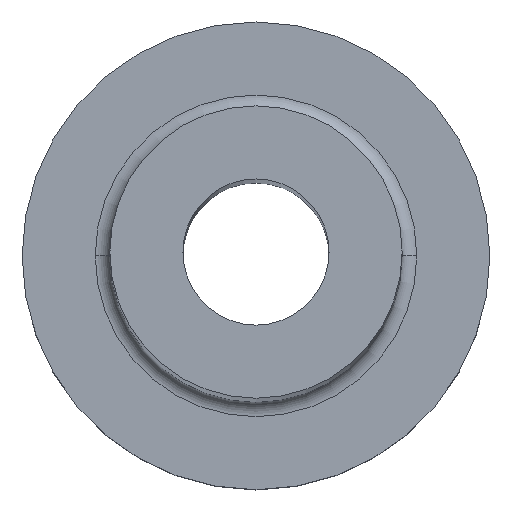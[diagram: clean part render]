
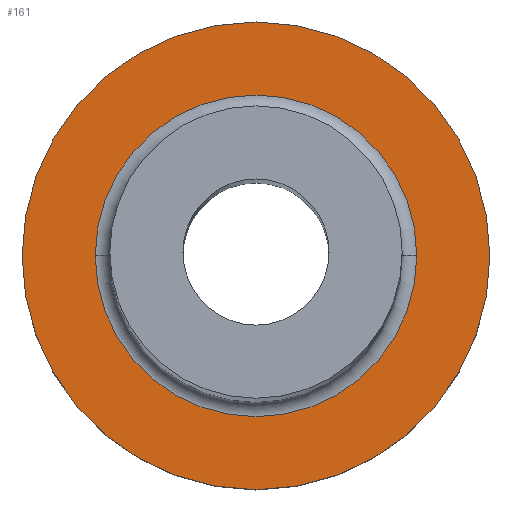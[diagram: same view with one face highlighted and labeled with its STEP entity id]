
A CAD part, top view. The second image highlights one B-rep face of the part: STEP entity #161.
In plain terms, the highlighted planar face has unit normal (0, 0, 1).
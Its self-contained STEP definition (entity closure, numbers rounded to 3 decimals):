
#15 = EDGE_LOOP ( 'NONE', ( #283, #236 ) ) ;
#18 = DIRECTION ( 'NONE',  ( 0., 0., 1. ) ) ;
#20 = CARTESIAN_POINT ( 'NONE',  ( -8., 0., 5. ) ) ;
#21 = CIRCLE ( 'NONE', #324, 8. ) ;
#28 = ORIENTED_EDGE ( 'NONE', *, *, #328, .T. ) ;
#34 = CARTESIAN_POINT ( 'NONE',  ( -5.5, 0., 5. ) ) ;
#43 = FACE_BOUND ( 'NONE', #100, .T. ) ;
#44 = AXIS2_PLACEMENT_3D ( 'NONE', #347, #18, #309 ) ;
#85 = AXIS2_PLACEMENT_3D ( 'NONE', #320, #111, #147 ) ;
#100 = EDGE_LOOP ( 'NONE', ( #28, #361 ) ) ;
#111 = DIRECTION ( 'NONE',  ( 0., 0., -1. ) ) ;
#118 = CARTESIAN_POINT ( 'NONE',  ( 0., 0., 5. ) ) ;
#124 = CIRCLE ( 'NONE', #241, 5.5 ) ;
#129 = CIRCLE ( 'NONE', #85, 5.5 ) ;
#147 = DIRECTION ( 'NONE',  ( 1., 0., 0. ) ) ;
#155 = EDGE_CURVE ( 'NONE', #279, #260, #21, .T. ) ;
#161 = ADVANCED_FACE ( 'NONE', ( #43, #249 ), #226, .T. ) ;
#192 = AXIS2_PLACEMENT_3D ( 'NONE', #118, #231, #207 ) ;
#207 = DIRECTION ( 'NONE',  ( 1., 0., 0. ) ) ;
#226 = PLANE ( 'NONE',  #44 ) ;
#229 = CARTESIAN_POINT ( 'NONE',  ( 5.5, 0., 5. ) ) ;
#231 = DIRECTION ( 'NONE',  ( 0., 0., 1. ) ) ;
#234 = VERTEX_POINT ( 'NONE', #229 ) ;
#236 = ORIENTED_EDGE ( 'NONE', *, *, #155, .T. ) ;
#241 = AXIS2_PLACEMENT_3D ( 'NONE', #314, #348, #258 ) ;
#242 = CARTESIAN_POINT ( 'NONE',  ( 0., 0., 5. ) ) ;
#249 = FACE_OUTER_BOUND ( 'NONE', #15, .T. ) ;
#256 = CARTESIAN_POINT ( 'NONE',  ( 8., 0., 5. ) ) ;
#258 = DIRECTION ( 'NONE',  ( 1., 0., 0. ) ) ;
#260 = VERTEX_POINT ( 'NONE', #20 ) ;
#279 = VERTEX_POINT ( 'NONE', #256 ) ;
#282 = EDGE_CURVE ( 'NONE', #381, #234, #129, .T. ) ;
#283 = ORIENTED_EDGE ( 'NONE', *, *, #316, .T. ) ;
#309 = DIRECTION ( 'NONE',  ( 1., 0., 0. ) ) ;
#314 = CARTESIAN_POINT ( 'NONE',  ( 0., 0., 5. ) ) ;
#316 = EDGE_CURVE ( 'NONE', #260, #279, #359, .T. ) ;
#320 = CARTESIAN_POINT ( 'NONE',  ( 0., 0., 5. ) ) ;
#324 = AXIS2_PLACEMENT_3D ( 'NONE', #242, #372, #371 ) ;
#328 = EDGE_CURVE ( 'NONE', #234, #381, #124, .T. ) ;
#347 = CARTESIAN_POINT ( 'NONE',  ( 0., 0., 5. ) ) ;
#348 = DIRECTION ( 'NONE',  ( 0., 0., -1. ) ) ;
#359 = CIRCLE ( 'NONE', #192, 8. ) ;
#361 = ORIENTED_EDGE ( 'NONE', *, *, #282, .T. ) ;
#371 = DIRECTION ( 'NONE',  ( 1., 0., 0. ) ) ;
#372 = DIRECTION ( 'NONE',  ( 0., 0., 1. ) ) ;
#381 = VERTEX_POINT ( 'NONE', #34 ) ;
